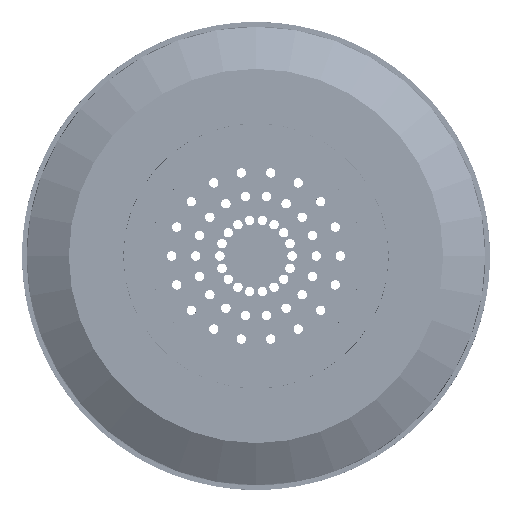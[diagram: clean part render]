
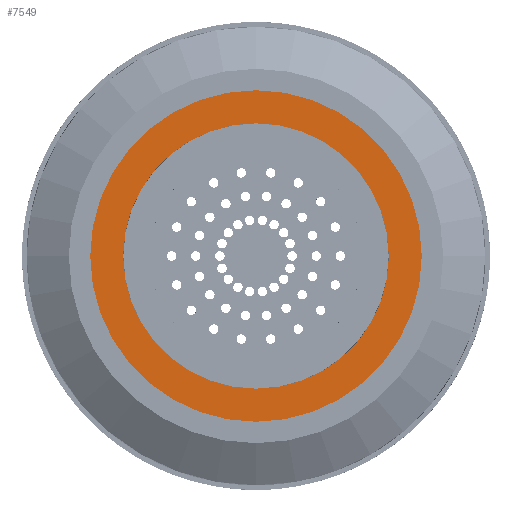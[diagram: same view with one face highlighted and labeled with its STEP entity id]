
A CAD part, left-side view. The second image highlights one B-rep face of the part: STEP entity #7549.
In plain terms, the highlighted planar face has unit normal (-1, 0, 0).
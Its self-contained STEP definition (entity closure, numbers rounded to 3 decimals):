
#7549=ADVANCED_FACE('',(#15555,#15556),#15557,.T.);
#15555=FACE_OUTER_BOUND('',#23755,.T.);
#15556=FACE_BOUND('',#23756,.T.);
#15557=PLANE('',#23757);
#23755=EDGE_LOOP('',(#48300,#48301));
#23756=EDGE_LOOP('',(#48302,#48303));
#23757=AXIS2_PLACEMENT_3D('',#48304,#48305,#48306);
#48300=ORIENTED_EDGE('',*,*,#49607,.T.);
#48301=ORIENTED_EDGE('',*,*,#59186,.T.);
#48302=ORIENTED_EDGE('',*,*,#58629,.F.);
#48303=ORIENTED_EDGE('',*,*,#51460,.F.);
#48304=CARTESIAN_POINT('',(-109.535,0.0,0.0));
#48305=DIRECTION('',(-1.0,0.0,0.0));
#48306=DIRECTION('',(0.0,0.0,1.0));
#49607=EDGE_CURVE('',#59779,#59783,#59785,.T.);
#51460=EDGE_CURVE('',#63121,#63124,#63125,.T.);
#58629=EDGE_CURVE('',#63124,#63121,#72898,.T.);
#59186=EDGE_CURVE('',#59783,#59779,#73590,.T.);
#59779=VERTEX_POINT('',#74340);
#59783=VERTEX_POINT('',#74345);
#59785=CIRCLE('',#74348,66.24);
#63121=VERTEX_POINT('',#89907);
#63124=VERTEX_POINT('',#89911);
#63125=CIRCLE('',#89912,53.0);
#72898=CIRCLE('',#111709,53.0);
#73590=CIRCLE('',#116991,66.24);
#74340=CARTESIAN_POINT('',(-109.535,0.0,66.24));
#74345=CARTESIAN_POINT('',(-109.535,0.,-66.24));
#74348=AXIS2_PLACEMENT_3D('',#117815,#117816,#117817);
#89907=CARTESIAN_POINT('',(-109.535,0.,53.0));
#89911=CARTESIAN_POINT('',(-109.535,0.,-53.0));
#89912=AXIS2_PLACEMENT_3D('',#120112,#120113,#120114);
#111709=AXIS2_PLACEMENT_3D('',#129661,#129662,#129663);
#116991=AXIS2_PLACEMENT_3D('',#129664,#129665,#129666);
#117815=CARTESIAN_POINT('',(-109.535,0.0,0.0));
#117816=DIRECTION('',(-1.0,0.0,0.0));
#117817=DIRECTION('',(0.0,0.0,1.0));
#120112=CARTESIAN_POINT('',(-109.535,0.0,0.0));
#120113=DIRECTION('',(-1.0,0.0,0.0));
#120114=DIRECTION('',(0.0,0.0,1.0));
#129661=CARTESIAN_POINT('',(-109.535,0.0,0.0));
#129662=DIRECTION('',(-1.0,0.0,0.0));
#129663=DIRECTION('',(0.0,0.0,1.0));
#129664=CARTESIAN_POINT('',(-109.535,0.0,0.0));
#129665=DIRECTION('',(-1.0,0.0,0.0));
#129666=DIRECTION('',(0.0,0.0,1.0));
